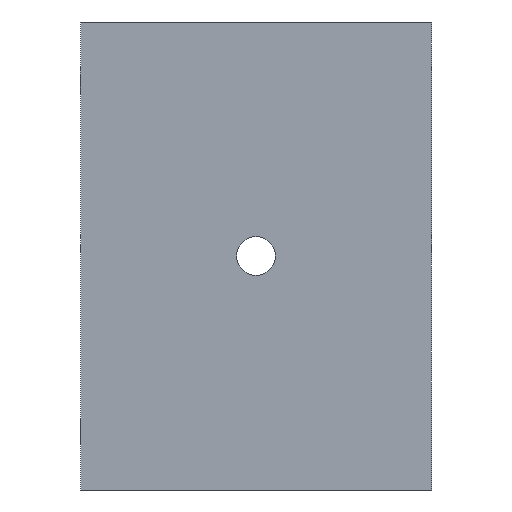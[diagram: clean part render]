
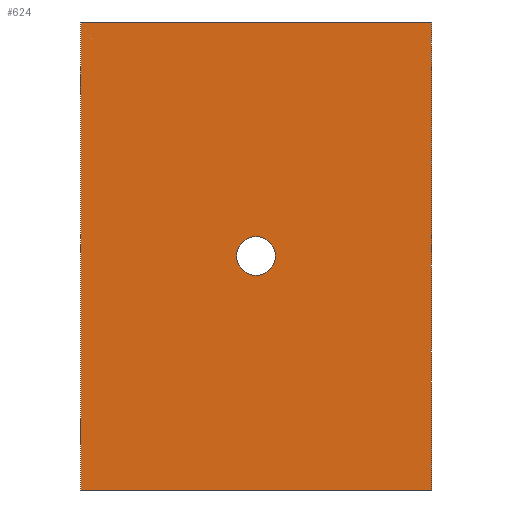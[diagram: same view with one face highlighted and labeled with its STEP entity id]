
A CAD part, front view. The second image highlights one B-rep face of the part: STEP entity #624.
In plain terms, the highlighted planar face has unit normal (0, -1, 0).
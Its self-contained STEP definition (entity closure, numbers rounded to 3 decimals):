
#9 = ORIENTED_EDGE ( 'NONE', *, *, #320, .F. ) ;
#15 = EDGE_LOOP ( 'NONE', ( #389, #361, #9, #778 ) ) ;
#37 = VECTOR ( 'NONE', #135, 1000. ) ;
#47 = VECTOR ( 'NONE', #125, 1000. ) ;
#88 = DIRECTION ( 'NONE',  ( 0., 0., 1. ) ) ;
#94 = VECTOR ( 'NONE', #708, 1000. ) ;
#105 = CARTESIAN_POINT ( 'NONE',  ( 22.5, -27.6, -30. ) ) ;
#122 = VERTEX_POINT ( 'NONE', #670 ) ;
#125 = DIRECTION ( 'NONE',  ( 0., 0., -1. ) ) ;
#135 = DIRECTION ( 'NONE',  ( 1., 0., 0. ) ) ;
#136 = EDGE_CURVE ( 'NONE', #901, #205, #367, .T. ) ;
#144 = CARTESIAN_POINT ( 'NONE',  ( -22.5, -27.6, 30. ) ) ;
#172 = ORIENTED_EDGE ( 'NONE', *, *, #478, .T. ) ;
#205 = VERTEX_POINT ( 'NONE', #105 ) ;
#225 = FACE_OUTER_BOUND ( 'NONE', #15, .T. ) ;
#244 = CIRCLE ( 'NONE', #523, 2.5 ) ;
#290 = VERTEX_POINT ( 'NONE', #943 ) ;
#320 = EDGE_CURVE ( 'NONE', #608, #901, #758, .T. ) ;
#325 = VECTOR ( 'NONE', #747, 1000. ) ;
#361 = ORIENTED_EDGE ( 'NONE', *, *, #136, .F. ) ;
#365 = FACE_BOUND ( 'NONE', #699, .T. ) ;
#366 = CARTESIAN_POINT ( 'NONE',  ( 0., -27.6, 0. ) ) ;
#367 = LINE ( 'NONE', #743, #325 ) ;
#389 = ORIENTED_EDGE ( 'NONE', *, *, #786, .T. ) ;
#404 = CARTESIAN_POINT ( 'NONE',  ( -22.5, -27.6, -30. ) ) ;
#421 = LINE ( 'NONE', #475, #47 ) ;
#445 = CARTESIAN_POINT ( 'NONE',  ( -22.5, -27.6, 30. ) ) ;
#475 = CARTESIAN_POINT ( 'NONE',  ( -22.5, -27.6, 30. ) ) ;
#478 = EDGE_CURVE ( 'NONE', #122, #290, #651, .T. ) ;
#501 = VERTEX_POINT ( 'NONE', #880 ) ;
#522 = CARTESIAN_POINT ( 'NONE',  ( 0., -27.6, 0. ) ) ;
#523 = AXIS2_PLACEMENT_3D ( 'NONE', #522, #671, #908 ) ;
#567 = CARTESIAN_POINT ( 'NONE',  ( 22.5, -27.6, 30. ) ) ;
#582 = EDGE_CURVE ( 'NONE', #290, #122, #244, .T. ) ;
#585 = AXIS2_PLACEMENT_3D ( 'NONE', #366, #889, #88 ) ;
#595 = ORIENTED_EDGE ( 'NONE', *, *, #582, .T. ) ;
#608 = VERTEX_POINT ( 'NONE', #445 ) ;
#624 = ADVANCED_FACE ( 'NONE', ( #365, #225 ), #696, .F. ) ;
#651 = CIRCLE ( 'NONE', #585, 2.5 ) ;
#670 = CARTESIAN_POINT ( 'NONE',  ( 0., -27.6, -2.5 ) ) ;
#671 = DIRECTION ( 'NONE',  ( 0., 1., 0. ) ) ;
#696 = PLANE ( 'NONE',  #888 ) ;
#699 = EDGE_LOOP ( 'NONE', ( #595, #172 ) ) ;
#708 = DIRECTION ( 'NONE',  ( 1., 0., 0. ) ) ;
#743 = CARTESIAN_POINT ( 'NONE',  ( 22.5, -27.6, 30. ) ) ;
#747 = DIRECTION ( 'NONE',  ( 0., 0., -1. ) ) ;
#758 = LINE ( 'NONE', #144, #94 ) ;
#765 = DIRECTION ( 'NONE',  ( 0., 1., 0. ) ) ;
#778 = ORIENTED_EDGE ( 'NONE', *, *, #816, .T. ) ;
#786 = EDGE_CURVE ( 'NONE', #501, #205, #832, .T. ) ;
#816 = EDGE_CURVE ( 'NONE', #608, #501, #421, .T. ) ;
#832 = LINE ( 'NONE', #404, #37 ) ;
#839 = DIRECTION ( 'NONE',  ( -1., 0., 0. ) ) ;
#880 = CARTESIAN_POINT ( 'NONE',  ( -22.5, -27.6, -30. ) ) ;
#888 = AXIS2_PLACEMENT_3D ( 'NONE', #921, #765, #839 ) ;
#889 = DIRECTION ( 'NONE',  ( 0., 1., 0. ) ) ;
#901 = VERTEX_POINT ( 'NONE', #567 ) ;
#908 = DIRECTION ( 'NONE',  ( 0., 0., 1. ) ) ;
#921 = CARTESIAN_POINT ( 'NONE',  ( -22.5, -27.6, 30. ) ) ;
#943 = CARTESIAN_POINT ( 'NONE',  ( 0., -27.6, 2.5 ) ) ;
